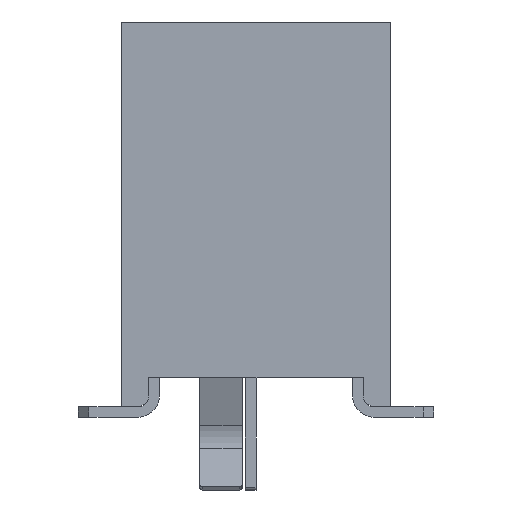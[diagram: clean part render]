
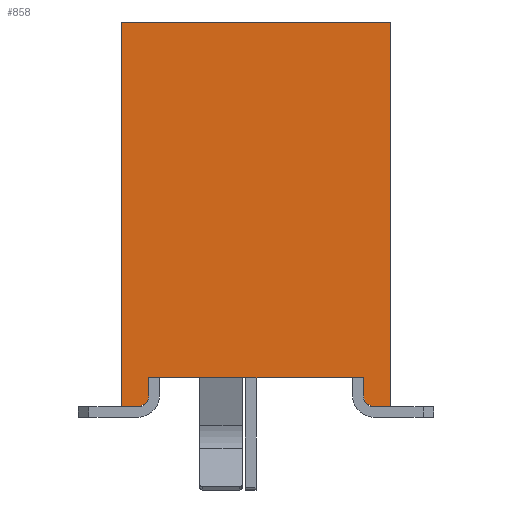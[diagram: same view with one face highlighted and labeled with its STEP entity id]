
A CAD part, left-side view. The second image highlights one B-rep face of the part: STEP entity #858.
In plain terms, the highlighted planar face has unit normal (-1, 0, 0).
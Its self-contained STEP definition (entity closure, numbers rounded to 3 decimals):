
#858 = ADVANCED_FACE( '', ( #1847 ), #1848, .T. );
#1847 = FACE_OUTER_BOUND( '', #3000, .T. );
#1848 = PLANE( '', #3001 );
#3000 = EDGE_LOOP( '', ( #5646, #5647, #5648, #5649, #5650, #5651, #5652, #5653, #5654, #5655 ) );
#3001 = AXIS2_PLACEMENT_3D( '', #5656, #5657, #5658 );
#5646 = ORIENTED_EDGE( '', *, *, #6999, .F. );
#5647 = ORIENTED_EDGE( '', *, *, #7390, .T. );
#5648 = ORIENTED_EDGE( '', *, *, #7369, .T. );
#5649 = ORIENTED_EDGE( '', *, *, #7150, .T. );
#5650 = ORIENTED_EDGE( '', *, *, #7064, .T. );
#5651 = ORIENTED_EDGE( '', *, *, #7191, .T. );
#5652 = ORIENTED_EDGE( '', *, *, #7615, .F. );
#5653 = ORIENTED_EDGE( '', *, *, #7670, .T. );
#5654 = ORIENTED_EDGE( '', *, *, #7685, .T. );
#5655 = ORIENTED_EDGE( '', *, *, #7686, .F. );
#5656 = CARTESIAN_POINT( '', ( -14.22, -2.54, -3.62 ) );
#5657 = DIRECTION( '', ( -1., 0., 0. ) );
#5658 = DIRECTION( '', ( 0., 0., 1. ) );
#6999 = EDGE_CURVE( '', #8527, #8529, #8530, .T. );
#7064 = EDGE_CURVE( '', #8636, #8634, #8637, .T. );
#7150 = EDGE_CURVE( '', #8780, #8636, #8781, .T. );
#7191 = EDGE_CURVE( '', #8634, #8845, #8846, .T. );
#7369 = EDGE_CURVE( '', #9102, #8780, #9103, .T. );
#7390 = EDGE_CURVE( '', #8527, #9102, #9129, .T. );
#7615 = EDGE_CURVE( '', #9435, #8845, #9436, .T. );
#7670 = EDGE_CURVE( '', #9435, #9495, #9496, .T. );
#7685 = EDGE_CURVE( '', #9495, #9512, #9513, .T. );
#7686 = EDGE_CURVE( '', #8529, #9512, #9514, .T. );
#8527 = VERTEX_POINT( '', #10671 );
#8529 = VERTEX_POINT( '', #10674 );
#8530 = LINE( '', #10675, #10676 );
#8634 = VERTEX_POINT( '', #10827 );
#8636 = VERTEX_POINT( '', #10830 );
#8637 = LINE( '', #10831, #10832 );
#8780 = VERTEX_POINT( '', #11054 );
#8781 = LINE( '', #11055, #11056 );
#8845 = VERTEX_POINT( '', #11157 );
#8846 = CIRCLE( '', #11158, 0.2 );
#9102 = VERTEX_POINT( '', #11543 );
#9103 = LINE( '', #11544, #11545 );
#9129 = CIRCLE( '', #11589, 0.2 );
#9435 = VERTEX_POINT( '', #12044 );
#9436 = LINE( '', #12045, #12046 );
#9495 = VERTEX_POINT( '', #12141 );
#9496 = LINE( '', #12142, #12143 );
#9512 = VERTEX_POINT( '', #12166 );
#9513 = LINE( '', #12167, #12168 );
#9514 = LINE( '', #12169, #12170 );
#10671 = CARTESIAN_POINT( '', ( -14.22, 2.22, -3.62 ) );
#10674 = CARTESIAN_POINT( '', ( -14.22, 2.54, -3.62 ) );
#10675 = CARTESIAN_POINT( '', ( -14.22, -2.54, -3.62 ) );
#10676 = VECTOR( '', #12787, 1000. );
#10827 = CARTESIAN_POINT( '', ( -14.22, -2.02, -3.42 ) );
#10830 = CARTESIAN_POINT( '', ( -14.22, -2.02, -3.08 ) );
#10831 = CARTESIAN_POINT( '', ( -14.22, -2.02, -3.62 ) );
#10832 = VECTOR( '', #12851, 1000. );
#11054 = CARTESIAN_POINT( '', ( -14.22, 2.02, -3.08 ) );
#11055 = CARTESIAN_POINT( '', ( -14.22, -2.54, -3.08 ) );
#11056 = VECTOR( '', #12931, 1000. );
#11157 = CARTESIAN_POINT( '', ( -14.22, -2.22, -3.62 ) );
#11158 = AXIS2_PLACEMENT_3D( '', #12969, #12970, #12971 );
#11543 = CARTESIAN_POINT( '', ( -14.22, 2.02, -3.42 ) );
#11544 = CARTESIAN_POINT( '', ( -14.22, 2.02, -3.62 ) );
#11545 = VECTOR( '', #13119, 1000. );
#11589 = AXIS2_PLACEMENT_3D( '', #13138, #13139, #13140 );
#12044 = CARTESIAN_POINT( '', ( -14.22, -2.54, -3.62 ) );
#12045 = CARTESIAN_POINT( '', ( -14.22, -2.54, -3.62 ) );
#12046 = VECTOR( '', #13320, 1000. );
#12141 = CARTESIAN_POINT( '', ( -14.22, -2.54, 3.62 ) );
#12142 = CARTESIAN_POINT( '', ( -14.22, -2.54, -3.62 ) );
#12143 = VECTOR( '', #13354, 1000. );
#12166 = CARTESIAN_POINT( '', ( -14.22, 2.54, 3.62 ) );
#12167 = CARTESIAN_POINT( '', ( -14.22, -2.54, 3.62 ) );
#12168 = VECTOR( '', #13368, 1000. );
#12169 = CARTESIAN_POINT( '', ( -14.22, 2.54, -3.62 ) );
#12170 = VECTOR( '', #13369, 1000. );
#12787 = DIRECTION( '', ( 0., 1., 0. ) );
#12851 = DIRECTION( '', ( 0., 0., -1. ) );
#12931 = DIRECTION( '', ( 0., -1., 0. ) );
#12969 = CARTESIAN_POINT( '', ( -14.22, -2.22, -3.42 ) );
#12970 = DIRECTION( '', ( -1., 0., 0. ) );
#12971 = DIRECTION( '', ( 0., 0., 1. ) );
#13119 = DIRECTION( '', ( 0., 0., 1. ) );
#13138 = CARTESIAN_POINT( '', ( -14.22, 2.22, -3.42 ) );
#13139 = DIRECTION( '', ( -1., 0., 0. ) );
#13140 = DIRECTION( '', ( 0., 0., 1. ) );
#13320 = DIRECTION( '', ( 0., 1., 0. ) );
#13354 = DIRECTION( '', ( 0., 0., 1. ) );
#13368 = DIRECTION( '', ( 0., 1., 0. ) );
#13369 = DIRECTION( '', ( 0., 0., 1. ) );
